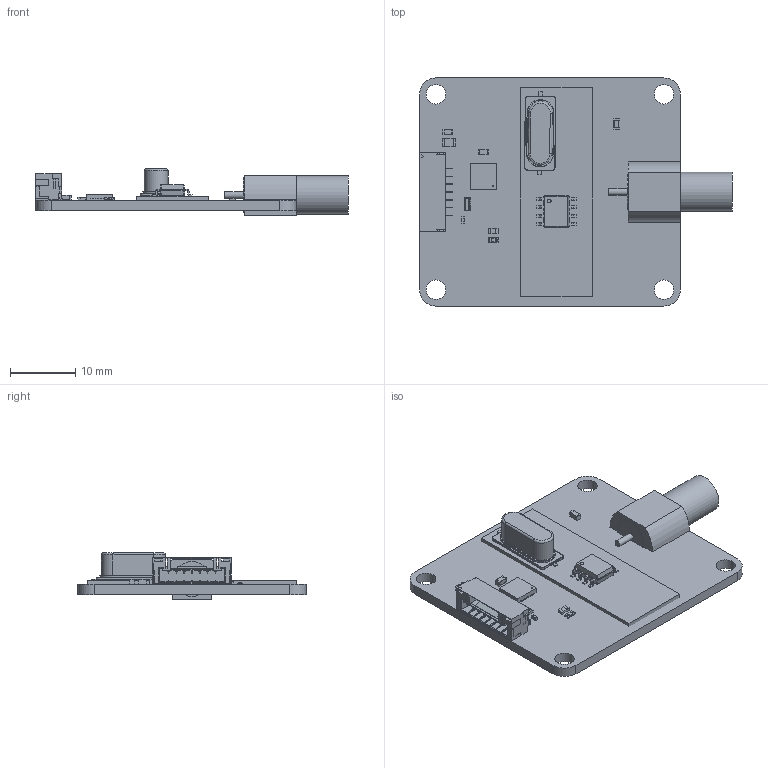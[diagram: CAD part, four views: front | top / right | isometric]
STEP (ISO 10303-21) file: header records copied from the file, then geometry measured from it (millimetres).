
FILE_DESCRIPTION(('FreeCAD Model'),'2;1');
FILE_NAME('outdoor_weather_bricklet.step','2018-02-05T10:19:34',('kicad StepUp'),('ksu MCAD'), 'Open CASCADE STEP processor 6.8','FreeCAD','Unknown');
FILE_SCHEMA(('AUTOMOTIVE_DESIGN_CC2 { 1 2 10303 214 -1 1 5 4 }'));
Length unit declared in the file: millimetre
Products named in the file (13): Pcb; QFN-24_4x4mm_Pitch0.5mm_; Cut_; BrickletConn_7pin_; FT-004B_; C_0402_; C_0805_; C_0603_; C_0603_001; C_0603_002; D_0603_blue_; R_0603_; RFM210LCF-S004_
Bounding box: 48 x 35 x 7.12 mm (x, y, z)
Volume: 3340.4 mm3; surface area: 5047.9 mm2
Topology: 16 solids, 16 shells, 1203 faces, 3359 edges, 2166 vertices
Faces by surface type: plane 975, cylinder 182, bspline 32, torus 14
Full cylindrical faces by diameter (mm): 0.6 x1, 1 x1, 3 x4, 5.342 x1, 5.994 x1
Entity records: 47610 total; most frequent: CARTESIAN_POINT 8108, ORIENTED_EDGE 6718, DIRECTION 6009, EDGE_CURVE 3359, LINE 2957, VECTOR 2957, VERTEX_POINT 2166, AXIS2_PLACEMENT_3D 1526
